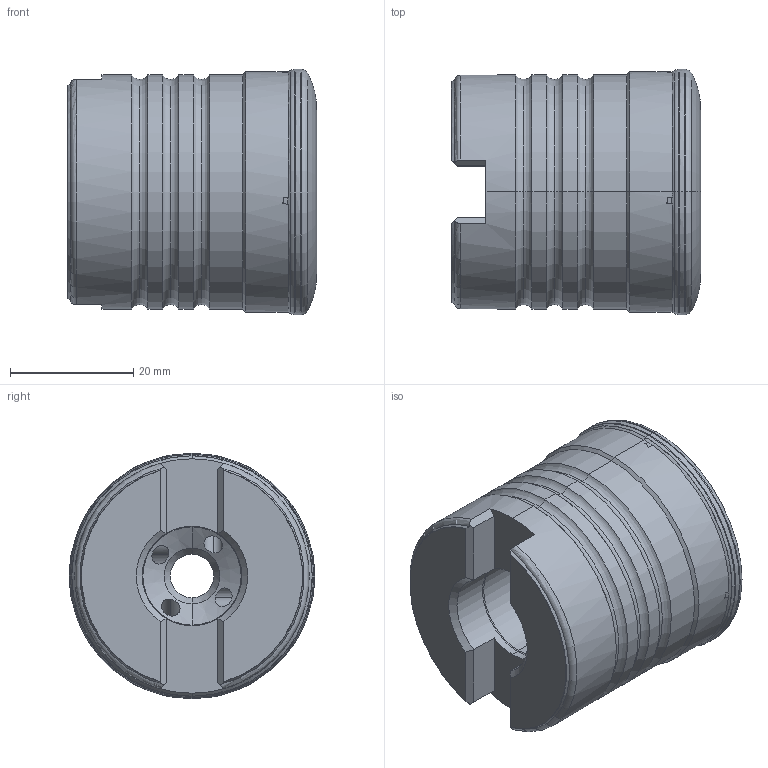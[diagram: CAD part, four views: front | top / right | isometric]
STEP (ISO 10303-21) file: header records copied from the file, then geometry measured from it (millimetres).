
FILE_DESCRIPTION (( 'STEP AP214' ), '1' );
FILE_NAME ('00PP-040-540-4.STEP', '2011-11-14T09:09:20', ( '' ), ( '' ), 'SwSTEP 2.0', 'SolidWorks 2010', '' );
FILE_SCHEMA (( 'AUTOMOTIVE_DESIGN' ));
Length unit declared in the file: millimetre
Products named in the file (1): 00PP-040-540-4
Bounding box: 40.4 x 39.82 x 39.82 mm (x, y, z)
Volume: 37855.9 mm3; surface area: 9252.1 mm2
Topology: 1 solids, 1 shells, 123 faces, 284 edges, 168 vertices
Faces by surface type: torus 42, cylinder 28, plane 27, cone 22, bspline 4
Entity records: 3944 total; most frequent: CARTESIAN_POINT 1202, DIRECTION 586, ORIENTED_EDGE 568, EDGE_CURVE 284, AXIS2_PLACEMENT_3D 258, VERTEX_POINT 168, CIRCLE 138, EDGE_LOOP 130
